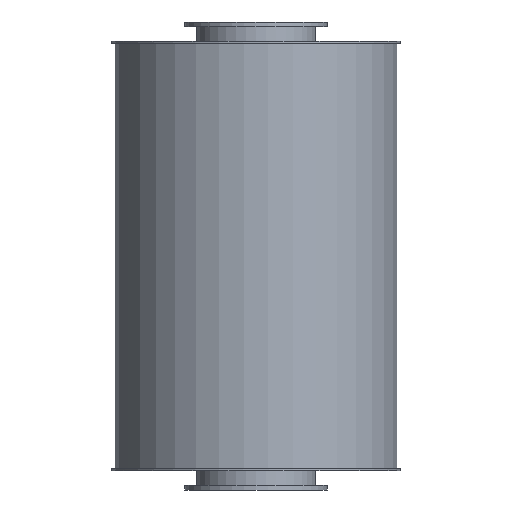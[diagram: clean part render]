
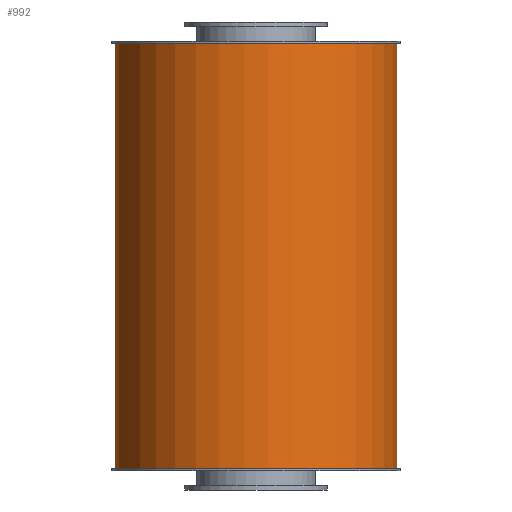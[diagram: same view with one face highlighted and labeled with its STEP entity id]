
A CAD part, front view. The second image highlights one B-rep face of the part: STEP entity #992.
In plain terms, the highlighted cylindrical face has radius 665 mm (diameter 1330 mm), a partial arc.
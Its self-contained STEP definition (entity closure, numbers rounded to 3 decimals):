
#19=LINE('',#1720,#27);
#21=LINE('',#1729,#29);
#27=VECTOR('',#1455,2000.);
#29=VECTOR('',#1463,2000.);
#232=FACE_OUTER_BOUND('',#398,.T.);
#398=EDGE_LOOP('',(#876,#877,#878,#879));
#488=CIRCLE('',#1153,665.);
#490=CIRCLE('',#1156,665.);
#578=VERTEX_POINT('',#1717);
#579=VERTEX_POINT('',#1719);
#582=VERTEX_POINT('',#1726);
#583=VERTEX_POINT('',#1728);
#674=EDGE_CURVE('',#579,#578,#19,.T.);
#678=EDGE_CURVE('',#583,#582,#21,.T.);
#680=EDGE_CURVE('',#583,#578,#488,.T.);
#682=EDGE_CURVE('',#582,#579,#490,.T.);
#876=ORIENTED_EDGE('',*,*,#678,.T.);
#877=ORIENTED_EDGE('',*,*,#682,.T.);
#878=ORIENTED_EDGE('',*,*,#674,.T.);
#879=ORIENTED_EDGE('',*,*,#680,.F.);
#928=CYLINDRICAL_SURFACE('',#1158,665.);
#992=ADVANCED_FACE('',(#232),#928,.T.);
#1153=AXIS2_PLACEMENT_3D('',#1732,#1468,#1469);
#1156=AXIS2_PLACEMENT_3D('',#1735,#1474,#1475);
#1158=AXIS2_PLACEMENT_3D('',#1737,#1478,#1479);
#1455=DIRECTION('',(0.,0.,-1.));
#1463=DIRECTION('',(0.,0.,1.));
#1468=DIRECTION('center_axis',(0.,0.,-1.));
#1469=DIRECTION('ref_axis',(-1.,0.,0.));
#1474=DIRECTION('center_axis',(0.,0.,-1.));
#1475=DIRECTION('ref_axis',(-1.,0.,0.));
#1478=DIRECTION('center_axis',(0.,0.,1.));
#1479=DIRECTION('ref_axis',(-1.,0.,0.));
#1717=CARTESIAN_POINT('',(-277.797,604.197,0.));
#1719=CARTESIAN_POINT('',(-277.797,604.197,2000.));
#1720=CARTESIAN_POINT('',(-277.797,604.197,2000.));
#1726=CARTESIAN_POINT('',(277.797,604.197,2000.));
#1728=CARTESIAN_POINT('',(277.797,604.197,0.));
#1729=CARTESIAN_POINT('',(277.797,604.197,2000.));
#1732=CARTESIAN_POINT('Origin',(0.,0.,0.));
#1735=CARTESIAN_POINT('Origin',(0.,0.,2000.));
#1737=CARTESIAN_POINT('Origin',(0.,0.,0.));
